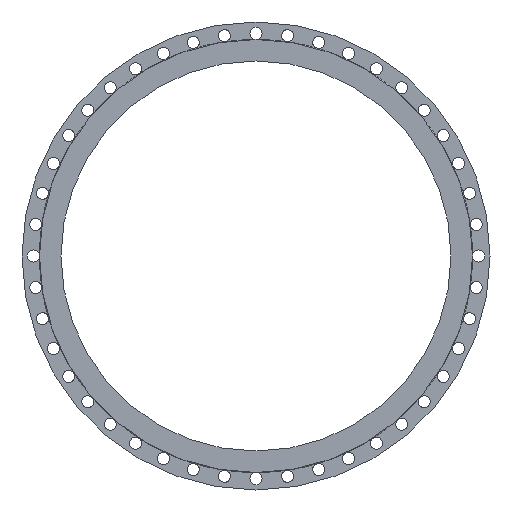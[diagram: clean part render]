
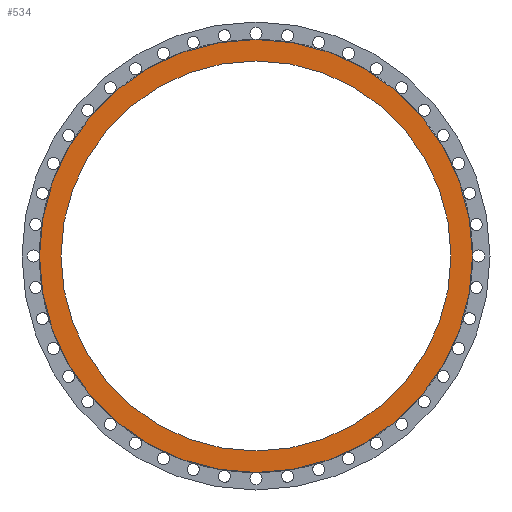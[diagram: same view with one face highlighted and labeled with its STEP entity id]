
A CAD part, left-side view. The second image highlights one B-rep face of the part: STEP entity #534.
In plain terms, the highlighted planar face has unit normal (-1, 0, 0).
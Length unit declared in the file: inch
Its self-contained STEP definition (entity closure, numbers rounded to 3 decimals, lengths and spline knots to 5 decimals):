
#203 = ORIENTED_EDGE ( 'NONE', *, *, #2229, .T. ) ;
#384 = EDGE_LOOP ( 'NONE', ( #1632, #3559 ) ) ;
#390 = DIRECTION ( 'NONE',  ( -1., 0., 0. ) ) ;
#394 = CIRCLE ( 'NONE', #1469, 20.125 ) ;
#534 = ADVANCED_FACE ( 'NONE', ( #2138, #735 ), #1457, .T. ) ;
#550 = EDGE_LOOP ( 'NONE', ( #203, #3539 ) ) ;
#735 = FACE_BOUND ( 'NONE', #384, .T. ) ;
#908 = DIRECTION ( 'NONE',  ( -1., 0., 0. ) ) ;
#994 = CARTESIAN_POINT ( 'NONE',  ( -0.14414, 0., 20.125 ) ) ;
#1040 = CARTESIAN_POINT ( 'NONE',  ( -0.14414, 0., 0. ) ) ;
#1183 = VERTEX_POINT ( 'NONE', #1734 ) ;
#1414 = EDGE_CURVE ( 'NONE', #2502, #1183, #3644, .T. ) ;
#1457 = PLANE ( 'NONE',  #1654 ) ;
#1469 = AXIS2_PLACEMENT_3D ( 'NONE', #3428, #390, #1750 ) ;
#1484 = CARTESIAN_POINT ( 'NONE',  ( -0.14414, 0., 0. ) ) ;
#1513 = CARTESIAN_POINT ( 'NONE',  ( -0.14414, 0., 0. ) ) ;
#1561 = DIRECTION ( 'NONE',  ( 0., 0., 1. ) ) ;
#1632 = ORIENTED_EDGE ( 'NONE', *, *, #2933, .F. ) ;
#1640 = CARTESIAN_POINT ( 'NONE',  ( -0.14414, 0., -18.125 ) ) ;
#1654 = AXIS2_PLACEMENT_3D ( 'NONE', #1040, #2092, #3791 ) ;
#1734 = CARTESIAN_POINT ( 'NONE',  ( -0.14414, 0., 18.125 ) ) ;
#1742 = EDGE_CURVE ( 'NONE', #2290, #2839, #394, .T. ) ;
#1747 = AXIS2_PLACEMENT_3D ( 'NONE', #1484, #3841, #3906 ) ;
#1750 = DIRECTION ( 'NONE',  ( 0., 0., 1. ) ) ;
#2092 = DIRECTION ( 'NONE',  ( -1., 0., 0. ) ) ;
#2138 = FACE_OUTER_BOUND ( 'NONE', #550, .T. ) ;
#2229 = EDGE_CURVE ( 'NONE', #2839, #2290, #3655, .T. ) ;
#2290 = VERTEX_POINT ( 'NONE', #2499 ) ;
#2332 = DIRECTION ( 'NONE',  ( -1., 0., 0. ) ) ;
#2353 = DIRECTION ( 'NONE',  ( 0., 0., 1. ) ) ;
#2499 = CARTESIAN_POINT ( 'NONE',  ( -0.14414, 0., -20.125 ) ) ;
#2502 = VERTEX_POINT ( 'NONE', #1640 ) ;
#2677 = AXIS2_PLACEMENT_3D ( 'NONE', #2686, #2332, #2353 ) ;
#2686 = CARTESIAN_POINT ( 'NONE',  ( -0.14414, 0., 0. ) ) ;
#2839 = VERTEX_POINT ( 'NONE', #994 ) ;
#2933 = EDGE_CURVE ( 'NONE', #1183, #2502, #3450, .T. ) ;
#3428 = CARTESIAN_POINT ( 'NONE',  ( -0.14414, 0., 0. ) ) ;
#3450 = CIRCLE ( 'NONE', #2677, 18.125 ) ;
#3512 = AXIS2_PLACEMENT_3D ( 'NONE', #1513, #908, #1561 ) ;
#3539 = ORIENTED_EDGE ( 'NONE', *, *, #1742, .T. ) ;
#3559 = ORIENTED_EDGE ( 'NONE', *, *, #1414, .F. ) ;
#3644 = CIRCLE ( 'NONE', #3512, 18.125 ) ;
#3655 = CIRCLE ( 'NONE', #1747, 20.125 ) ;
#3791 = DIRECTION ( 'NONE',  ( 0., 0., 1. ) ) ;
#3841 = DIRECTION ( 'NONE',  ( -1., 0., 0. ) ) ;
#3906 = DIRECTION ( 'NONE',  ( 0., 0., 1. ) ) ;
